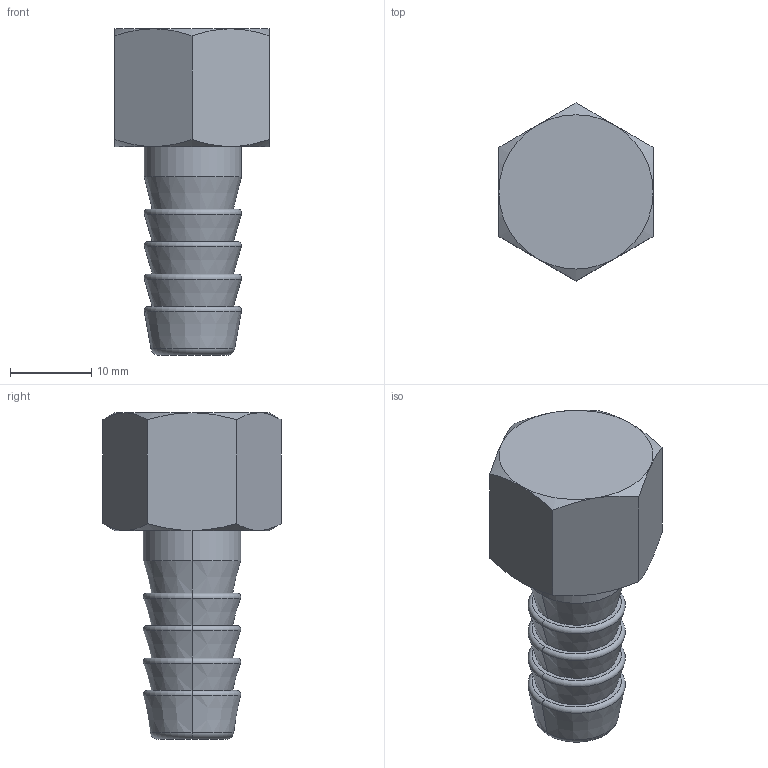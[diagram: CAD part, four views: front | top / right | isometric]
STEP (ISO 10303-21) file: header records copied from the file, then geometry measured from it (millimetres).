
FILE_DESCRIPTION (( 'STEP AP203' ), '1' );
FILE_NAME ('[STEP]TJ-51.STEP', '2024-03-06T02:32:59', ( '' ), ( '' ), 'SwSTEP 2.0', 'SolidWorks 2019', '' );
FILE_SCHEMA (( 'CONFIG_CONTROL_DESIGN' ));
Length unit declared in the file: millimetre
Products named in the file (1): [STEP]TJ-51
Bounding box: 19 x 21.94 x 40.2 mm (x, y, z)
Volume: 7061.3 mm3; surface area: 2541.1 mm2
Topology: 1 solids, 1 shells, 47 faces, 96 edges, 56 vertices
Faces by surface type: cone 22, plane 13, torus 10, cylinder 2
Entity records: 1397 total; most frequent: CARTESIAN_POINT 336, DIRECTION 222, ORIENTED_EDGE 192, AXIS2_PLACEMENT_3D 102, EDGE_CURVE 96, VERTEX_POINT 56, CIRCLE 54, EDGE_LOOP 52
